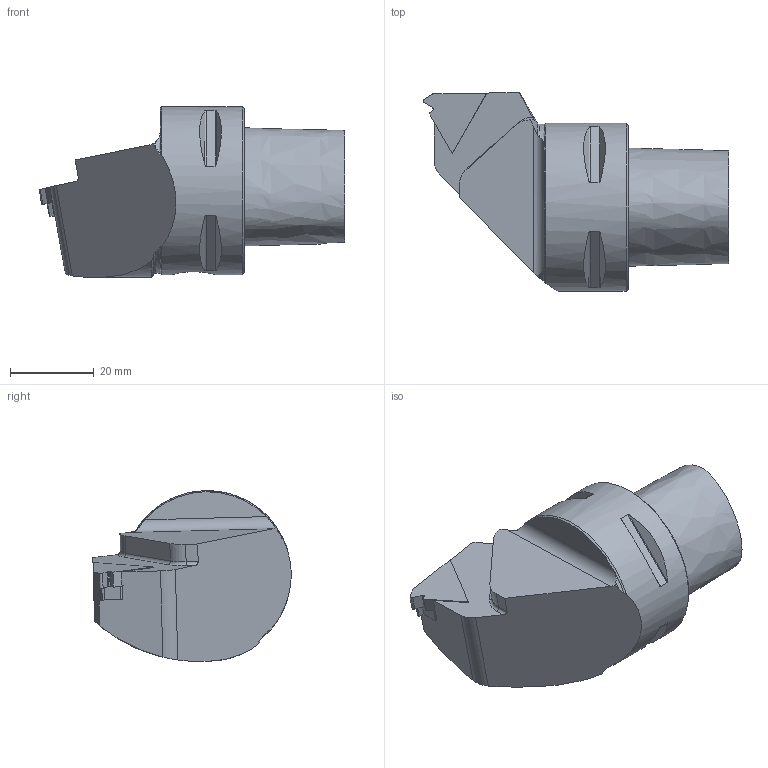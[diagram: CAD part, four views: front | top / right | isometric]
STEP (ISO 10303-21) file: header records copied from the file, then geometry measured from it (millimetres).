
FILE_DESCRIPTION(/* description */ (''),/* implementation_level */ '2;1');
FILE_NAME(/* name */ 'AC4 TEL 27050 16 H.stp',/* time_stamp */ '2024-11-18T14:45:12+03:00',/* author */ (''),/* organization */ (''),/* preprocessor_version */ 'ST-DEVELOPER v19.4',/* originating_system */ 'SIEMENS PLM Software NX2306.5001',/* authorisation */ '');
FILE_SCHEMA (('AUTOMOTIVE_DESIGN { 1 0 10303 214 3 1 1 1 }'));
Length unit declared in the file: millimetre
Products named in the file (1): AC4 TER 27050 16 H-LIGHT_objects
Bounding box: 72.82 x 47.21 x 40.65 mm (x, y, z)
Volume: 55971.7 mm3; surface area: 10062.6 mm2
Topology: 2 solids, 2 shells, 87 faces, 224 edges, 146 vertices
Faces by surface type: plane 46, cylinder 29, torus 5, cone 5, bspline 2
Full cylindrical faces by diameter (mm): 4 x1, 10 x1, 40 x1
Entity records: 3323 total; most frequent: CARTESIAN_POINT 1265, ORIENTED_EDGE 416, DIRECTION 400, EDGE_CURVE 208, AXIS2_PLACEMENT_3D 145, VERTEX_POINT 140, LINE 110, VECTOR 110
